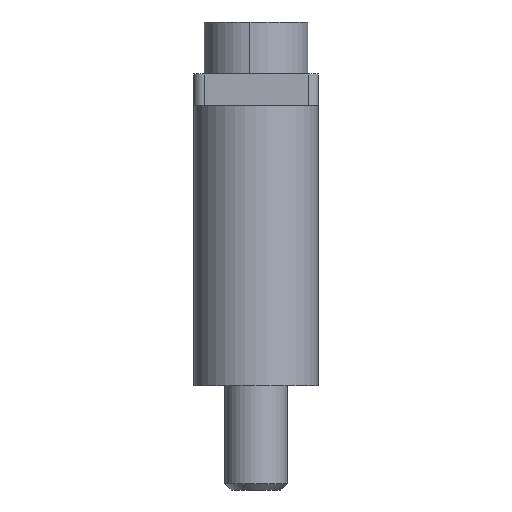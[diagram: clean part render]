
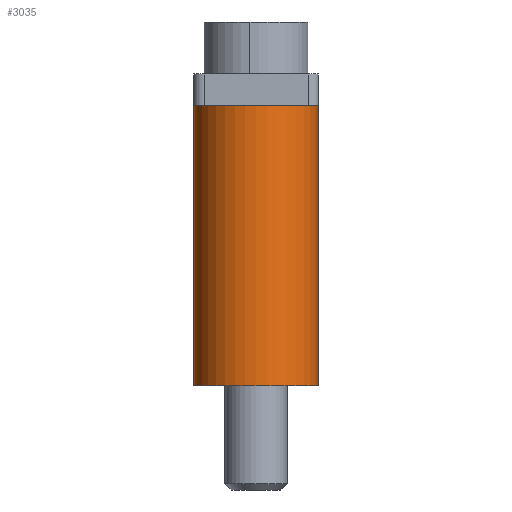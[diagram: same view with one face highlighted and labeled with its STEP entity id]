
A CAD part, left-side view. The second image highlights one B-rep face of the part: STEP entity #3035.
In plain terms, the highlighted cylindrical face has radius 3 mm (diameter 6 mm), a partial arc.
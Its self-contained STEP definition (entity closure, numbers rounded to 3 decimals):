
#147 = FACE_OUTER_BOUND ( 'NONE', #1861, .T. ) ;
#183 = LINE ( 'NONE', #1734, #4624 ) ;
#712 = ORIENTED_EDGE ( 'NONE', *, *, #5066, .T. ) ;
#747 = CYLINDRICAL_SURFACE ( 'NONE', #3917, 3. ) ;
#1131 = EDGE_CURVE ( 'NONE', #1174, #4260, #183, .T. ) ;
#1174 = VERTEX_POINT ( 'NONE', #3488 ) ;
#1359 = CARTESIAN_POINT ( 'NONE',  ( -6.818, 0.694, -14.289 ) ) ;
#1441 = AXIS2_PLACEMENT_3D ( 'NONE', #1359, #4384, #1789 ) ;
#1734 = CARTESIAN_POINT ( 'NONE',  ( -6.818, 3.694, -0.789 ) ) ;
#1750 = EDGE_CURVE ( 'NONE', #4260, #4202, #4488, .T. ) ;
#1775 = VECTOR ( 'NONE', #3241, 1000. ) ;
#1776 = DIRECTION ( 'NONE',  ( 0., 0., 1. ) ) ;
#1789 = DIRECTION ( 'NONE',  ( 0., -1., 0. ) ) ;
#1818 = CIRCLE ( 'NONE', #1441, 3. ) ;
#1861 = EDGE_LOOP ( 'NONE', ( #5298, #712, #2070, #3745 ) ) ;
#1932 = CARTESIAN_POINT ( 'NONE',  ( -6.818, -2.306, -0.789 ) ) ;
#1976 = AXIS2_PLACEMENT_3D ( 'NONE', #4830, #2244, #5278 ) ;
#2070 = ORIENTED_EDGE ( 'NONE', *, *, #2136, .T. ) ;
#2136 = EDGE_CURVE ( 'NONE', #2702, #4202, #5393, .T. ) ;
#2244 = DIRECTION ( 'NONE',  ( 0., 0., 1. ) ) ;
#2548 = CARTESIAN_POINT ( 'NONE',  ( -6.818, -2.306, -0.789 ) ) ;
#2702 = VERTEX_POINT ( 'NONE', #5559 ) ;
#3035 = ADVANCED_FACE ( 'NONE', ( #147 ), #747, .T. ) ;
#3241 = DIRECTION ( 'NONE',  ( 0., 0., 1. ) ) ;
#3432 = CARTESIAN_POINT ( 'NONE',  ( -6.818, 3.694, -0.789 ) ) ;
#3488 = CARTESIAN_POINT ( 'NONE',  ( -6.818, 3.694, -14.289 ) ) ;
#3745 = ORIENTED_EDGE ( 'NONE', *, *, #1750, .F. ) ;
#3917 = AXIS2_PLACEMENT_3D ( 'NONE', #5233, #1776, #4797 ) ;
#4202 = VERTEX_POINT ( 'NONE', #2548 ) ;
#4260 = VERTEX_POINT ( 'NONE', #3432 ) ;
#4384 = DIRECTION ( 'NONE',  ( 0., 0., 1. ) ) ;
#4488 = CIRCLE ( 'NONE', #1976, 3. ) ;
#4624 = VECTOR ( 'NONE', #4761, 1000. ) ;
#4761 = DIRECTION ( 'NONE',  ( 0., 0., 1. ) ) ;
#4797 = DIRECTION ( 'NONE',  ( 0., -1., 0. ) ) ;
#4830 = CARTESIAN_POINT ( 'NONE',  ( -6.818, 0.694, -0.789 ) ) ;
#5066 = EDGE_CURVE ( 'NONE', #1174, #2702, #1818, .T. ) ;
#5233 = CARTESIAN_POINT ( 'NONE',  ( -6.818, 0.694, -0.789 ) ) ;
#5278 = DIRECTION ( 'NONE',  ( 0., -1., 0. ) ) ;
#5298 = ORIENTED_EDGE ( 'NONE', *, *, #1131, .F. ) ;
#5393 = LINE ( 'NONE', #1932, #1775 ) ;
#5559 = CARTESIAN_POINT ( 'NONE',  ( -6.818, -2.306, -14.289 ) ) ;
